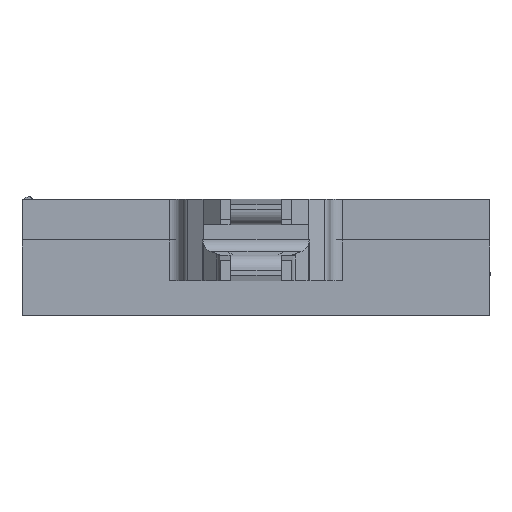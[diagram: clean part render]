
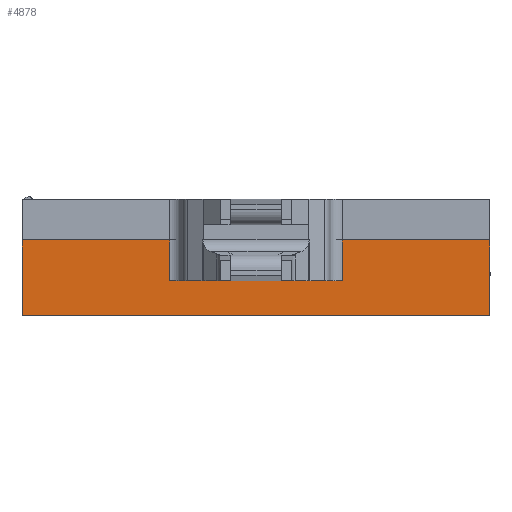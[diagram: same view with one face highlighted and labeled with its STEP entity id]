
A CAD part, front view. The second image highlights one B-rep face of the part: STEP entity #4878.
In plain terms, the highlighted planar face has unit normal (0, -1, 0).
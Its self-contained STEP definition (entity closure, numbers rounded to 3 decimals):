
#53 = VERTEX_POINT ( 'NONE', #3224 ) ;
#66 = CARTESIAN_POINT ( 'NONE',  ( 8.5, -2.75, 0. ) ) ;
#305 = CARTESIAN_POINT ( 'NONE',  ( -8.5, -2.75, -4. ) ) ;
#475 = LINE ( 'NONE', #305, #5181 ) ;
#605 = VECTOR ( 'NONE', #5811, 1000. ) ;
#618 = LINE ( 'NONE', #5056, #5634 ) ;
#645 = LINE ( 'NONE', #1596, #4279 ) ;
#707 = CARTESIAN_POINT ( 'NONE',  ( -23., -2.75, -7.4 ) ) ;
#746 = VERTEX_POINT ( 'NONE', #5092 ) ;
#835 = EDGE_CURVE ( 'NONE', #53, #5702, #645, .T. ) ;
#880 = CARTESIAN_POINT ( 'NONE',  ( 23., -2.75, 0. ) ) ;
#1080 = CARTESIAN_POINT ( 'NONE',  ( 23., -2.75, 0. ) ) ;
#1142 = VECTOR ( 'NONE', #1196, 1000. ) ;
#1196 = DIRECTION ( 'NONE',  ( 1., 0., 0. ) ) ;
#1247 = DIRECTION ( 'NONE',  ( 1., 0., 0. ) ) ;
#1388 = VECTOR ( 'NONE', #1247, 1000. ) ;
#1485 = EDGE_CURVE ( 'NONE', #53, #5300, #2640, .T. ) ;
#1531 = AXIS2_PLACEMENT_3D ( 'NONE', #4304, #4758, #1961 ) ;
#1596 = CARTESIAN_POINT ( 'NONE',  ( -23., -2.75, 0. ) ) ;
#1664 = VERTEX_POINT ( 'NONE', #5309 ) ;
#1775 = VERTEX_POINT ( 'NONE', #5654 ) ;
#1884 = LINE ( 'NONE', #2067, #605 ) ;
#1961 = DIRECTION ( 'NONE',  ( 0., 0., 1. ) ) ;
#2067 = CARTESIAN_POINT ( 'NONE',  ( 8.5, -2.75, -4. ) ) ;
#2150 = CARTESIAN_POINT ( 'NONE',  ( -23., -2.75, -7.4 ) ) ;
#2164 = ORIENTED_EDGE ( 'NONE', *, *, #5333, .F. ) ;
#2258 = LINE ( 'NONE', #880, #4594 ) ;
#2534 = EDGE_CURVE ( 'NONE', #1775, #746, #618, .T. ) ;
#2627 = EDGE_CURVE ( 'NONE', #5702, #1664, #4882, .T. ) ;
#2640 = LINE ( 'NONE', #5448, #1388 ) ;
#3010 = VERTEX_POINT ( 'NONE', #1080 ) ;
#3190 = CARTESIAN_POINT ( 'NONE',  ( -23., -2.75, 0. ) ) ;
#3224 = CARTESIAN_POINT ( 'NONE',  ( -23., -2.75, 0. ) ) ;
#3243 = EDGE_CURVE ( 'NONE', #3345, #3010, #4944, .T. ) ;
#3345 = VERTEX_POINT ( 'NONE', #66 ) ;
#3505 = ORIENTED_EDGE ( 'NONE', *, *, #835, .T. ) ;
#3533 = EDGE_LOOP ( 'NONE', ( #3916, #4197, #3505, #3979, #2164, #4695, #4428, #3939 ) ) ;
#3822 = PLANE ( 'NONE',  #1531 ) ;
#3916 = ORIENTED_EDGE ( 'NONE', *, *, #5171, .T. ) ;
#3939 = ORIENTED_EDGE ( 'NONE', *, *, #2534, .T. ) ;
#3941 = DIRECTION ( 'NONE',  ( 0., 0., -1. ) ) ;
#3979 = ORIENTED_EDGE ( 'NONE', *, *, #2627, .T. ) ;
#4197 = ORIENTED_EDGE ( 'NONE', *, *, #1485, .F. ) ;
#4238 = DIRECTION ( 'NONE',  ( -1., 0., 0. ) ) ;
#4260 = FACE_OUTER_BOUND ( 'NONE', #3533, .T. ) ;
#4279 = VECTOR ( 'NONE', #3941, 1000. ) ;
#4304 = CARTESIAN_POINT ( 'NONE',  ( -23., -2.75, 0. ) ) ;
#4428 = ORIENTED_EDGE ( 'NONE', *, *, #5591, .F. ) ;
#4594 = VECTOR ( 'NONE', #6055, 1000. ) ;
#4695 = ORIENTED_EDGE ( 'NONE', *, *, #3243, .F. ) ;
#4758 = DIRECTION ( 'NONE',  ( 0., 1., 0. ) ) ;
#4878 = ADVANCED_FACE ( 'NONE', ( #4260 ), #3822, .F. ) ;
#4882 = LINE ( 'NONE', #707, #1142 ) ;
#4944 = LINE ( 'NONE', #3190, #6037 ) ;
#5056 = CARTESIAN_POINT ( 'NONE',  ( -8.5, -2.75, -4. ) ) ;
#5092 = CARTESIAN_POINT ( 'NONE',  ( -8.5, -2.75, -4. ) ) ;
#5171 = EDGE_CURVE ( 'NONE', #746, #5300, #475, .T. ) ;
#5181 = VECTOR ( 'NONE', #5489, 1000. ) ;
#5300 = VERTEX_POINT ( 'NONE', #5992 ) ;
#5309 = CARTESIAN_POINT ( 'NONE',  ( 23., -2.75, -7.4 ) ) ;
#5333 = EDGE_CURVE ( 'NONE', #3010, #1664, #2258, .T. ) ;
#5448 = CARTESIAN_POINT ( 'NONE',  ( -23., -2.75, 0. ) ) ;
#5489 = DIRECTION ( 'NONE',  ( 0., 0., 1. ) ) ;
#5591 = EDGE_CURVE ( 'NONE', #1775, #3345, #1884, .T. ) ;
#5634 = VECTOR ( 'NONE', #4238, 1000. ) ;
#5654 = CARTESIAN_POINT ( 'NONE',  ( 8.5, -2.75, -4. ) ) ;
#5702 = VERTEX_POINT ( 'NONE', #2150 ) ;
#5811 = DIRECTION ( 'NONE',  ( 0., 0., 1. ) ) ;
#5975 = DIRECTION ( 'NONE',  ( 1., 0., 0. ) ) ;
#5992 = CARTESIAN_POINT ( 'NONE',  ( -8.5, -2.75, 0. ) ) ;
#6037 = VECTOR ( 'NONE', #5975, 1000. ) ;
#6055 = DIRECTION ( 'NONE',  ( 0., 0., -1. ) ) ;
